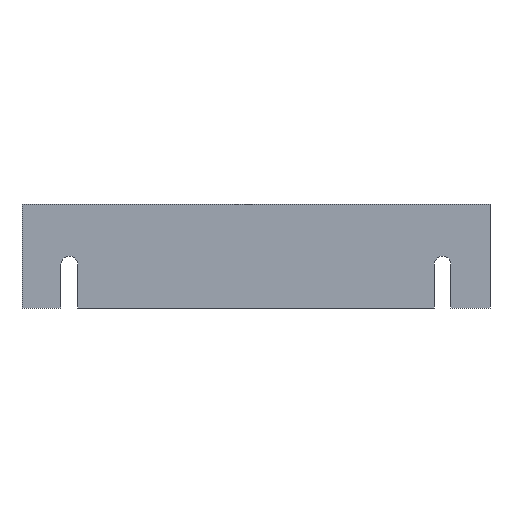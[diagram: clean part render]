
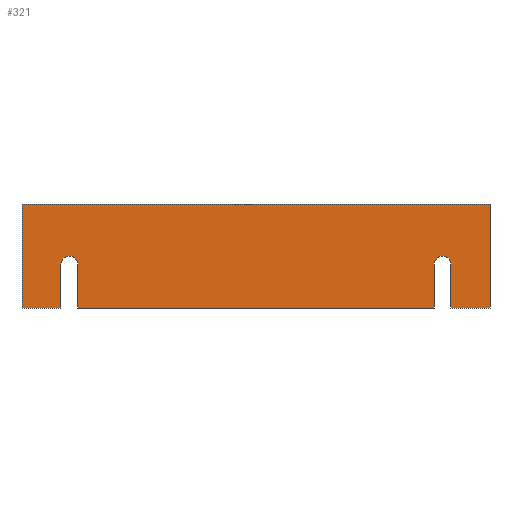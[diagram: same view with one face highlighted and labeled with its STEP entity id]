
A CAD part, front view. The second image highlights one B-rep face of the part: STEP entity #321.
In plain terms, the highlighted planar face has unit normal (0, -1, 0).
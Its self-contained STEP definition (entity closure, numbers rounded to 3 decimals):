
#1=CARTESIAN_POINT('POINT1',(137.,-180.,-95.));
#2=VERTEX_POINT('VERTEX1',#1);
#3=CARTESIAN_POINT('POINT2',(137.,-180.,-61.5));
#4=VERTEX_POINT('VERTEX2',#3);
#5=CARTESIAN_POINT('POS1',(137.,-180.,-55.));
#6=DIRECTION('DIR1',(0.,0.,1.));
#7=VECTOR('VEC1',#6,1.);
#8=LINE('STRAIGHT1',#5,#7);
#9=EDGE_CURVE('EDGE1',#2,#4,#8,.T.);
#41=CARTESIAN_POINT('POINT5',(150.,-180.,-61.5));
#42=VERTEX_POINT('VERTEX5',#41);
#43=CARTESIAN_POINT('POS6',(143.5,-180.,-61.5));
#44=DIRECTION('DIR7',(0.,1.,0.));
#45=DIRECTION('DIR8',(1.,0.,0.));
#46=AXIS2_PLACEMENT_3D('AXIS2',#43,#44,#45);
#47=CIRCLE('ELLIPSE1',#46,6.5);
#48=EDGE_CURVE('EDGE5',#4,#42,#47,.T.);
#74=CARTESIAN_POINT('POINT7',(150.,-180.,-95.));
#75=VERTEX_POINT('VERTEX7',#74);
#76=CARTESIAN_POINT('POS10',(150.,-180.,-38.25));
#77=DIRECTION('DIR14',(0.,0.,-1.));
#78=VECTOR('VEC6',#77,1.);
#79=LINE('STRAIGHT6',#76,#78);
#80=EDGE_CURVE('EDGE8',#42,#75,#79,.T.);
#114=CARTESIAN_POINT('POINT10',(180.,-180.,-95.));
#115=VERTEX_POINT('VERTEX10',#114);
#122=CARTESIAN_POINT('POS16',(-180.,-180.,-95.));
#123=DIRECTION('DIR21',(1.,0.,0.));
#124=VECTOR('VEC11',#123,1.);
#125=LINE('STRAIGHT11',#122,#124);
#126=EDGE_CURVE('EDGE13',#75,#115,#125,.T.);
#136=CARTESIAN_POINT('POINT11',(-150.,-180.,-61.5));
#137=VERTEX_POINT('VERTEX11',#136);
#138=CARTESIAN_POINT('POINT12',(-137.,-180.,-61.5));
#139=VERTEX_POINT('VERTEX12',#138);
#140=CARTESIAN_POINT('POS18',(-143.5,-180.,-61.5));
#141=DIRECTION('DIR24',(0.,1.,0.));
#142=DIRECTION('DIR25',(1.,0.,0.));
#143=AXIS2_PLACEMENT_3D('AXIS7',#140,#141,#142);
#144=CIRCLE('ELLIPSE3',#143,6.5);
#145=EDGE_CURVE('EDGE14',#137,#139,#144,.T.);
#178=CARTESIAN_POINT('POINT15',(-137.,-180.,-95.));
#179=VERTEX_POINT('VERTEX15',#178);
#180=CARTESIAN_POINT('POS23',(-137.,-180.,-38.25));
#181=DIRECTION('DIR32',(0.,0.,-1.));
#182=VECTOR('VEC14',#181,1.);
#183=LINE('STRAIGHT14',#180,#182);
#184=EDGE_CURVE('EDGE18',#139,#179,#183,.T.);
#211=CARTESIAN_POINT('POINT18',(-150.,-180.,-95.));
#212=VERTEX_POINT('VERTEX18',#211);
#219=CARTESIAN_POINT('POINT19',(-180.,-180.,-95.));
#220=VERTEX_POINT('VERTEX19',#219);
#221=EDGE_CURVE('EDGE22',#220,#212,#125,.T.);
#236=CARTESIAN_POINT('POS29',(-150.,-180.,-55.));
#237=DIRECTION('DIR39',(0.,0.,1.));
#238=VECTOR('VEC19',#237,1.);
#239=LINE('STRAIGHT19',#236,#238);
#240=EDGE_CURVE('EDGE25',#212,#137,#239,.T.);
#278=EDGE_CURVE('EDGE32',#179,#2,#125,.T.);
#283=ORIENTED_EDGE('COEDGE41',*,*,#240,.T.);
#284=ORIENTED_EDGE('COEDGE42',*,*,#145,.T.);
#285=ORIENTED_EDGE('COEDGE43',*,*,#184,.T.);
#286=ORIENTED_EDGE('COEDGE44',*,*,#278,.T.);
#287=ORIENTED_EDGE('COEDGE45',*,*,#9,.T.);
#288=ORIENTED_EDGE('COEDGE46',*,*,#48,.T.);
#289=ORIENTED_EDGE('COEDGE47',*,*,#80,.T.);
#290=ORIENTED_EDGE('COEDGE48',*,*,#126,.T.);
#291=CARTESIAN_POINT('POINT25',(180.,-180.,-15.));
#292=VERTEX_POINT('VERTEX25',#291);
#293=CARTESIAN_POINT('POS32',(180.,-180.,-15.));
#294=DIRECTION('DIR43',(0.,0.,-1.));
#295=VECTOR('VEC21',#294,1.);
#296=LINE('STRAIGHT21',#293,#295);
#297=EDGE_CURVE('EDGE33',#115,#292,#296,.F.);
#298=ORIENTED_EDGE('COEDGE49',*,*,#297,.T.);
#299=CARTESIAN_POINT('POINT26',(-180.,-180.,-15.));
#300=VERTEX_POINT('VERTEX26',#299);
#301=CARTESIAN_POINT('POS33',(-180.,-180.,-15.));
#302=DIRECTION('DIR44',(1.,0.,0.));
#303=VECTOR('VEC22',#302,1.);
#304=LINE('STRAIGHT22',#301,#303);
#305=EDGE_CURVE('EDGE34',#292,#300,#304,.F.);
#306=ORIENTED_EDGE('COEDGE50',*,*,#305,.T.);
#307=CARTESIAN_POINT('POS34',(-180.,-180.,-15.));
#308=DIRECTION('DIR45',(0.,0.,-1.));
#309=VECTOR('VEC23',#308,1.);
#310=LINE('STRAIGHT23',#307,#309);
#311=EDGE_CURVE('EDGE35',#220,#300,#310,.F.);
#312=ORIENTED_EDGE('COEDGE51',*,*,#311,.F.);
#313=ORIENTED_EDGE('COEDGE52',*,*,#221,.T.);
#314=EDGE_LOOP('NONE',(#283,#284,#285,#286,#287,#288,#289,#290,#298,#306
   ,#312,#313));
#315=FACE_BOUND('LOOP1',#314,.T.);
#316=CARTESIAN_POINT('POS35',(-180.,-180.,-15.));
#317=DIRECTION('DIR46',(0.,-1.,0.));
#318=DIRECTION('DIR47',(1.,0.,0.));
#319=AXIS2_PLACEMENT_3D('AXIS12',#316,#317,#318);
#320=PLANE('PLANE6',#319);
#321=ADVANCED_FACE('FACE10',(#315),#320,.T.);
